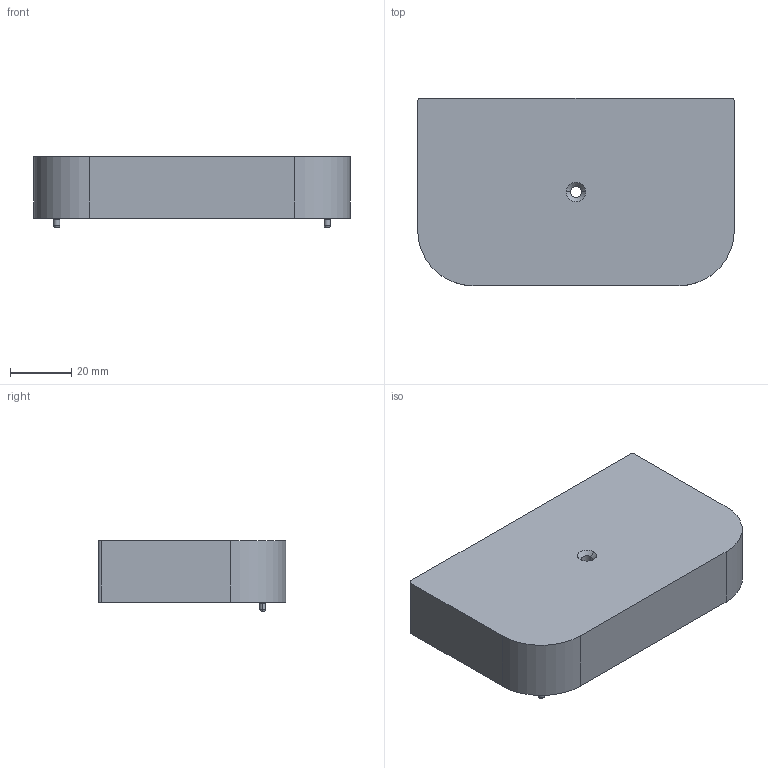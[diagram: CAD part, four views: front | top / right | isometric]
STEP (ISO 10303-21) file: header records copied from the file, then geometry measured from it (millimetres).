
FILE_DESCRIPTION (( 'STEP AP214' ), '1' );
FILE_NAME ('vue_top_0_2.STEP', '2012-06-27T23:49:33', ( 'JFDuval' ), ( '' ), 'SwSTEP 2.0', 'SolidWorks 2011', '' );
FILE_SCHEMA (( 'AUTOMOTIVE_DESIGN' ));
Length unit declared in the file: millimetre
Products named in the file (1): vue_top_0_2
Bounding box: 103 x 61 x 23 mm (x, y, z)
Volume: 22427.5 mm3; surface area: 21199.7 mm2
Topology: 1 solids, 1 shells, 118 faces, 275 edges, 158 vertices
Faces by surface type: cylinder 55, plane 27, torus 26, sphere 8, cone 2
Entity records: 3353 total; most frequent: DIRECTION 649, CARTESIAN_POINT 560, ORIENTED_EDGE 542, EDGE_CURVE 271, AXIS2_PLACEMENT_3D 263, VERTEX_POINT 158, CIRCLE 144, LINE 123
